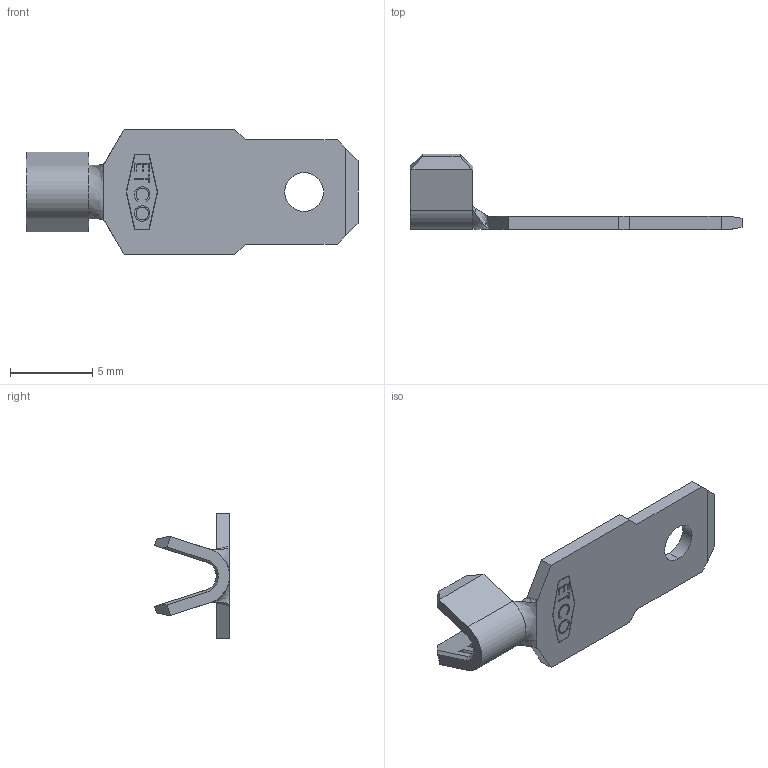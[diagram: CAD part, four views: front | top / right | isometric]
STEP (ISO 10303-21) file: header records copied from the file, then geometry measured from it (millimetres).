
FILE_DESCRIPTION (( 'STEP AP203' ), '1' );
FILE_NAME ('08057.STEP', '2015-01-29T13:51:30', ( '' ), ( '' ), 'SwSTEP 2.0', 'SolidWorks 2014', '' );
FILE_SCHEMA (( 'CONFIG_CONTROL_DESIGN' ));
Length unit declared in the file: inch
Products named in the file (1): 08057
Bounding box: 20.19 x 4.57 x 7.62 mm (x, y, z)
Volume: 111.4 mm3; surface area: 335.4 mm2
Topology: 1 solids, 1 shells, 151 faces, 388 edges, 246 vertices
Faces by surface type: plane 105, bspline 25, cylinder 12, cone 9
Entity records: 6304 total; most frequent: CARTESIAN_POINT 2739, ORIENTED_EDGE 776, DIRECTION 609, EDGE_CURVE 388, VECTOR 305, LINE 305, VERTEX_POINT 246, EDGE_LOOP 160
